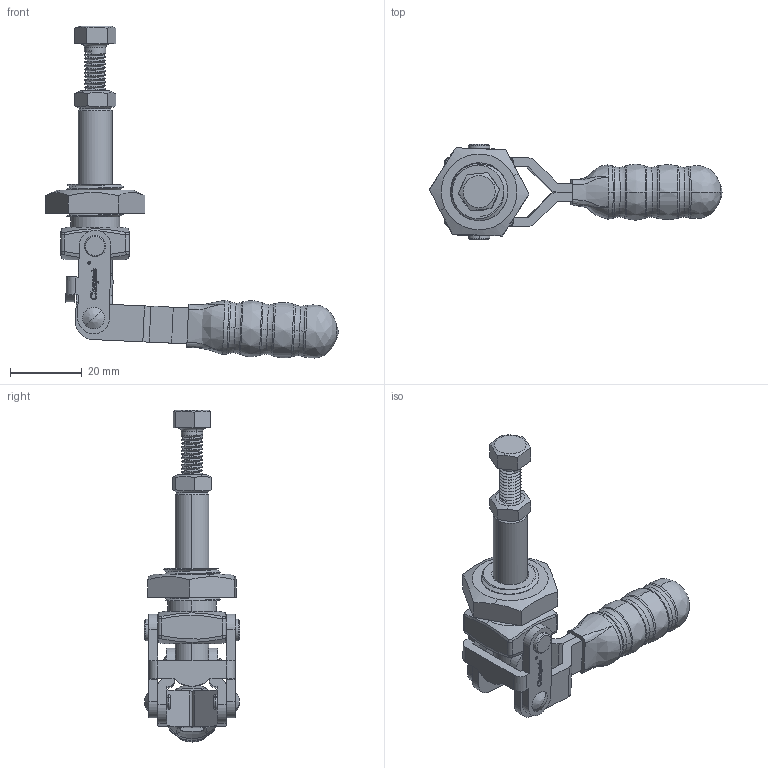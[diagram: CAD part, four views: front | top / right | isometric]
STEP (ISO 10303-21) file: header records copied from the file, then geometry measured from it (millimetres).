
FILE_DESCRIPTION (( 'STEP AP203' ), '1' );
FILE_NAME ('CH-36202M.STEP', '2017-11-26T02:57:10', ( 'Windows' ), ( 'Microsoft' ), 'SwSTEP 2.0', 'SolidWorks 2015', '' );
FILE_SCHEMA (( 'CONFIG_CONTROL_DESIGN' ));
Length unit declared in the file: millimetre
Products named in the file (12): CH-36202M-06; M6; M6X40; CH-36202M-01; CH-36202M-09; CH-36202M-02 CREST STALK; CH-36202M-05; CH-36202M-03 HANDLE; CH-36202M; CH-36202M-07; CH-36202M-04 CONNECTING-PLATE; CH-36202M-08
Assembly tree (13 placements, depth 2):
  CH-36202M
    CH-36202M-01
    CH-36202M-02 CREST STALK
    CH-36202M-03 HANDLE
    CH-36202M-07
    CH-36202M-04 CONNECTING-PLATE
    CH-36202M-08  x2
    CH-36202M-06  x2
    M6
    M6X40
    CH-36202M-09
    CH-36202M-05
Bounding box: 81.56 x 26.6 x 92.3 mm (x, y, z)
Volume: 20479 mm3; surface area: 18646.4 mm2
Topology: 14 solids, 14 shells, 820 faces, 2205 edges, 1430 vertices
Faces by surface type: cylinder 244, plane 244, bspline 236, cone 52, torus 44
Entity records: 43153 total; most frequent: CARTESIAN_POINT 24337, ORIENTED_EDGE 4278, DIRECTION 2721, EDGE_CURVE 2139, VERTEX_POINT 1402, LINE 981, VECTOR 981, AXIS2_PLACEMENT_3D 870
